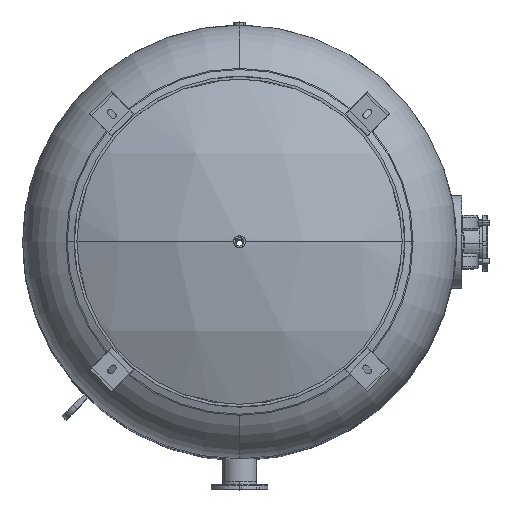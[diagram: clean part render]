
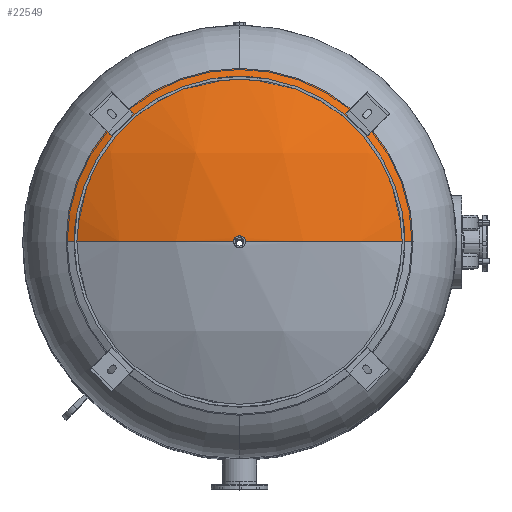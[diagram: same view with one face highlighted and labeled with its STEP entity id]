
A CAD part, top view. The second image highlights one B-rep face of the part: STEP entity #22549.
In plain terms, the highlighted spherical face has radius 1920.24 mm.
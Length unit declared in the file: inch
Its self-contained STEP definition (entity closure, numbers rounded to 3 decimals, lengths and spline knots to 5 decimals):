
#594 = AXIS2_PLACEMENT_3D ( 'NONE', #23738, #2151, #23623 ) ;
#688 = VERTEX_POINT ( 'NONE', #7383 ) ;
#1022 = AXIS2_PLACEMENT_3D ( 'NONE', #18576, #2714, #10773 ) ;
#1269 = CARTESIAN_POINT ( 'NONE',  ( 0., 0., 43.5875 ) ) ;
#1837 = VERTEX_POINT ( 'NONE', #9157 ) ;
#2151 = DIRECTION ( 'NONE',  ( 0., 1., 0. ) ) ;
#2201 = CIRCLE ( 'NONE', #594, 75.6 ) ;
#2714 = DIRECTION ( 'NONE',  ( 0., -1., 0. ) ) ;
#2917 = DIRECTION ( 'NONE',  ( 0., -1., 0. ) ) ;
#2926 = VERTEX_POINT ( 'NONE', #13071 ) ;
#3045 = DIRECTION ( 'NONE',  ( 1., 0., 0. ) ) ;
#4533 = CIRCLE ( 'NONE', #21284, 33.6 ) ;
#4687 = EDGE_CURVE ( 'NONE', #18126, #6859, #13236, .T. ) ;
#5342 = DIRECTION ( 'NONE',  ( 0., 1., 0. ) ) ;
#5442 = AXIS2_PLACEMENT_3D ( 'NONE', #9183, #19165, #9723 ) ;
#5665 = EDGE_CURVE ( 'NONE', #688, #18126, #4533, .T. ) ;
#6022 = CARTESIAN_POINT ( 'NONE',  ( 0., 0., 111.31047 ) ) ;
#6229 = FACE_OUTER_BOUND ( 'NONE', #22557, .T. ) ;
#6686 = CIRCLE ( 'NONE', #1022, 75.6 ) ;
#6859 = VERTEX_POINT ( 'NONE', #21670 ) ;
#7383 = CARTESIAN_POINT ( 'NONE',  ( -33.6, 0., 111.31047 ) ) ;
#9157 = CARTESIAN_POINT ( 'NONE',  ( 1.1875, 0., 119.17817 ) ) ;
#9183 = CARTESIAN_POINT ( 'NONE',  ( 0., 0., 119.17817 ) ) ;
#9723 = DIRECTION ( 'NONE',  ( 0., 1., 0. ) ) ;
#9901 = DIRECTION ( 'NONE',  ( 0., 0., -1. ) ) ;
#10391 = DIRECTION ( 'NONE',  ( 0., 1., 0. ) ) ;
#10773 = DIRECTION ( 'NONE',  ( 0., 0., -1. ) ) ;
#12001 = AXIS2_PLACEMENT_3D ( 'NONE', #1269, #2917, #3045 ) ;
#12389 = CIRCLE ( 'NONE', #5442, 1.1875 ) ;
#13071 = CARTESIAN_POINT ( 'NONE',  ( -1.1875, 0., 119.17817 ) ) ;
#13236 = CIRCLE ( 'NONE', #19747, 33.6 ) ;
#15086 = ORIENTED_EDGE ( 'NONE', *, *, #18388, .F. ) ;
#16589 = DIRECTION ( 'NONE',  ( 0., 0., -1. ) ) ;
#16835 = ORIENTED_EDGE ( 'NONE', *, *, #20810, .F. ) ;
#18126 = VERTEX_POINT ( 'NONE', #21502 ) ;
#18388 = EDGE_CURVE ( 'NONE', #1837, #2926, #12389, .T. ) ;
#18576 = CARTESIAN_POINT ( 'NONE',  ( 0., 0., 43.5875 ) ) ;
#18682 = ORIENTED_EDGE ( 'NONE', *, *, #4687, .F. ) ;
#18817 = ORIENTED_EDGE ( 'NONE', *, *, #22868, .T. ) ;
#19165 = DIRECTION ( 'NONE',  ( 0., 0., 1. ) ) ;
#19747 = AXIS2_PLACEMENT_3D ( 'NONE', #24886, #16589, #5342 ) ;
#20564 = SPHERICAL_SURFACE ( 'NONE', #12001, 75.6 ) ;
#20810 = EDGE_CURVE ( 'NONE', #2926, #688, #6686, .T. ) ;
#21284 = AXIS2_PLACEMENT_3D ( 'NONE', #6022, #9901, #10391 ) ;
#21502 = CARTESIAN_POINT ( 'NONE',  ( 0., 33.6, 111.31047 ) ) ;
#21670 = CARTESIAN_POINT ( 'NONE',  ( 33.6, 0., 111.31047 ) ) ;
#22549 = ADVANCED_FACE ( 'NONE', ( #6229 ), #20564, .T. ) ;
#22557 = EDGE_LOOP ( 'NONE', ( #16835, #15086, #18817, #18682, #24828 ) ) ;
#22868 = EDGE_CURVE ( 'NONE', #1837, #6859, #2201, .T. ) ;
#23623 = DIRECTION ( 'NONE',  ( 0., 0., 1. ) ) ;
#23738 = CARTESIAN_POINT ( 'NONE',  ( 0., 0., 43.5875 ) ) ;
#24828 = ORIENTED_EDGE ( 'NONE', *, *, #5665, .F. ) ;
#24886 = CARTESIAN_POINT ( 'NONE',  ( 0., 0., 111.31047 ) ) ;
